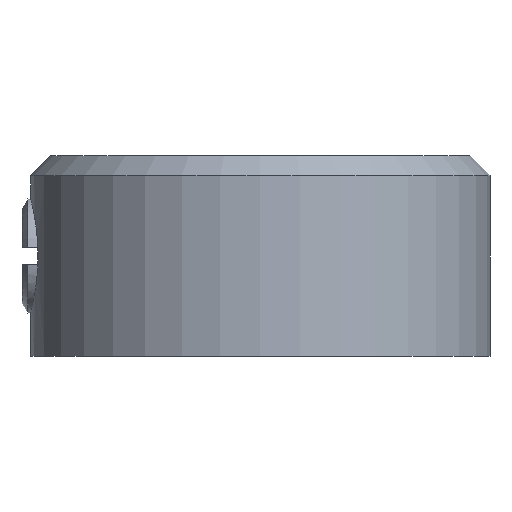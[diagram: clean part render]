
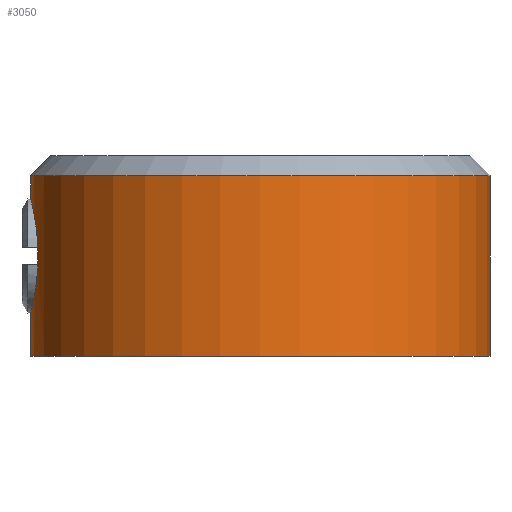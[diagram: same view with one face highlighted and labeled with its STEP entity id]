
A CAD part, left-side view. The second image highlights one B-rep face of the part: STEP entity #3050.
In plain terms, the highlighted cylindrical face has radius 16 mm (diameter 32 mm), a partial arc.
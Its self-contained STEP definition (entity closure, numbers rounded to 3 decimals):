
#1300=CARTESIAN_POINT('',(5.6,-16.,0.));
#1310=VERTEX_POINT('',#1300);
#1340=CARTESIAN_POINT('',(5.6,0.,0.));
#1350=DIRECTION('',(-1.,0.,0.));
#1360=DIRECTION('',(0.,1.,0.));
#1370=AXIS2_PLACEMENT_3D('',#1340,#1350,#1360);
#1380=CIRCLE('',#1370,16.);
#1390=CARTESIAN_POINT('',(5.6,16.,0.));
#1400=VERTEX_POINT('',#1390);
#1410=EDGE_CURVE('',#1310,#1400,#1380,.T.);
#1610=CARTESIAN_POINT('',(-0.7,0.,0.));
#1620=DIRECTION('',(1.,0.,0.));
#1630=DIRECTION('',(0.,1.,0.));
#1640=AXIS2_PLACEMENT_3D('',#1610,#1620,#1630);
#1650=CYLINDRICAL_SURFACE('',#1640,16.);
#1660=CARTESIAN_POINT('',(-0.7,-16.,0.));
#1670=DIRECTION('',(1.,0.,0.));
#1680=VECTOR('',#1670,1.);
#1690=LINE('',#1660,#1680);
#1700=CARTESIAN_POINT('',(-7.,-16.,0.));
#1710=VERTEX_POINT('',#1700);
#1720=EDGE_CURVE('',#1710,#1310,#1690,.T.);
#1730=ORIENTED_EDGE('',*,*,#1720,.T.);
#1740=CARTESIAN_POINT('',(-7.,0.,0.));
#1750=DIRECTION('',(-1.,0.,0.));
#1760=DIRECTION('',(0.,1.,0.));
#1770=AXIS2_PLACEMENT_3D('',#1740,#1750,#1760);
#1780=CIRCLE('',#1770,16.);
#1790=CARTESIAN_POINT('',(-7.,16.,0.));
#1800=VERTEX_POINT('',#1790);
#1810=EDGE_CURVE('',#1710,#1800,#1780,.T.);
#1820=ORIENTED_EDGE('',*,*,#1810,.F.);
#1830=CARTESIAN_POINT('',(-0.7,16.,0.));
#1840=DIRECTION('',(1.,0.,0.));
#1850=VECTOR('',#1840,1.);
#1860=LINE('',#1830,#1850);
#1870=CARTESIAN_POINT('',(-4.,16.,0.));
#1880=VERTEX_POINT('',#1870);
#1890=EDGE_CURVE('',#1800,#1880,#1860,.T.);
#1900=ORIENTED_EDGE('',*,*,#1890,.F.);
#1910=CARTESIAN_POINT('',(-0.7,0.,0.));
#1920=DIRECTION('',(1.,0.,0.));
#1930=DIRECTION('',(0.,1.,0.));
#1940=AXIS2_PLACEMENT_3D('',#1910,#1920,#1930);
#1950=CYLINDRICAL_SURFACE('',#1940,16.);
#1960=CARTESIAN_POINT('',(0.,13.392,0.));
#1970=DIRECTION('',(0.,-1.,0.));
#1980=DIRECTION('',(-1.,0.,0.));
#1990=AXIS2_PLACEMENT_3D('',#1960,#1970,#1980);
#2000=CYLINDRICAL_SURFACE('',#1990,4.);
#2010=CARTESIAN_POINT('',(-4.,16.,0.));
#2020=CARTESIAN_POINT('',(-4.,16.,0.237));
#2030=CARTESIAN_POINT('',(-3.979,15.995,
0.473));
#2040=CARTESIAN_POINT('',(-3.937,15.984,
0.706));
#2050=CARTESIAN_POINT('',(-3.896,15.974,
0.938));
#2060=CARTESIAN_POINT('',(-3.833,15.959,
1.167));
#2070=CARTESIAN_POINT('',(-3.751,15.939,
1.39));
#2080=CARTESIAN_POINT('',(-3.585,15.9,
1.837));
#2090=CARTESIAN_POINT('',(-3.341,15.845,
2.249));
#2100=CARTESIAN_POINT('',(-3.034,15.786,
2.607));
#2110=CARTESIAN_POINT('',(-2.88,15.757,
2.786));
#2120=CARTESIAN_POINT('',(-2.709,15.726,
2.952));
#2130=CARTESIAN_POINT('',(-2.526,15.697,
3.102));
#2140=CARTESIAN_POINT('',(-2.342,15.667,
3.251));
#2150=CARTESIAN_POINT('',(-2.147,15.639,
3.383));
#2160=CARTESIAN_POINT('',(-1.941,15.613,
3.498));
#2170=CARTESIAN_POINT('',(-1.734,15.587,
3.612));
#2180=CARTESIAN_POINT('',(-1.516,15.564,
3.709));
#2190=CARTESIAN_POINT('',(-1.29,15.546,
3.786));
#2200=CARTESIAN_POINT('',(-1.065,15.527,
3.863));
#2210=CARTESIAN_POINT('',(-0.833,15.513,
3.919));
#2220=CARTESIAN_POINT('',(-0.6,15.504,
3.955));
#2230=B_SPLINE_CURVE_WITH_KNOTS('',3,(#2010,#2020,#2030,#2040,#2050,
#2060,#2070,#2080,#2090,#2100,#2110,#2120,#2130,#2140,#2150,#2160,#2170,
#2180,#2190,#2200,#2210,#2220),.UNSPECIFIED.,.F.,.F.,(4,3,3,3,3,3,3,4),(
0.,0.71,1.422,2.849,3.565,
4.277,4.993,5.706),.UNSPECIFIED.);
#2240=SURFACE_CURVE('',#2230,(#1950,#2000),.CURVE_3D.);
#2250=CARTESIAN_POINT('',(-0.6,15.504,
3.955));
#2260=VERTEX_POINT('',#2250);
#2270=EDGE_CURVE('',#1880,#2260,#2240,.T.);
#2280=ORIENTED_EDGE('',*,*,#2270,.F.);
#2290=CARTESIAN_POINT('',(4.,16.,0.));
#2300=CARTESIAN_POINT('',(4.,16.,0.252));
#2310=CARTESIAN_POINT('',(3.976,15.994,
0.513));
#2320=CARTESIAN_POINT('',(3.874,15.969,
1.03));
#2330=CARTESIAN_POINT('',(3.797,15.95,
1.287));
#2340=CARTESIAN_POINT('',(3.592,15.903,
1.78));
#2350=CARTESIAN_POINT('',(3.465,15.874,
2.016));
#2360=CARTESIAN_POINT('',(3.172,15.813,
2.452));
#2370=CARTESIAN_POINT('',(3.005,15.78,
2.651));
#2380=CARTESIAN_POINT('',(2.651,15.716,
3.005));
#2390=CARTESIAN_POINT('',(2.451,15.683,
3.172));
#2400=CARTESIAN_POINT('',(2.016,15.621,
3.465));
#2410=CARTESIAN_POINT('',(1.78,15.592,
3.592));
#2420=CARTESIAN_POINT('',(1.287,15.543,
3.797));
#2430=CARTESIAN_POINT('',(1.03,15.524,
3.874));
#2440=CARTESIAN_POINT('',(0.513,15.498,
3.976));
#2450=CARTESIAN_POINT('',(0.252,15.492,4.));
#2460=CARTESIAN_POINT('',(0.,15.492,4.));
#2470=CARTESIAN_POINT('',(-0.252,15.492,4.));
#2480=CARTESIAN_POINT('',(-0.513,15.498,
3.976));
#2490=CARTESIAN_POINT('',(-1.03,15.524,
3.874));
#2500=CARTESIAN_POINT('',(-1.287,15.543,
3.797));
#2510=CARTESIAN_POINT('',(-1.78,15.592,
3.592));
#2520=CARTESIAN_POINT('',(-2.016,15.621,
3.465));
#2530=CARTESIAN_POINT('',(-2.451,15.683,
3.172));
#2540=CARTESIAN_POINT('',(-2.651,15.716,
3.005));
#2550=CARTESIAN_POINT('',(-3.005,15.78,
2.651));
#2560=CARTESIAN_POINT('',(-3.172,15.813,
2.452));
#2570=CARTESIAN_POINT('',(-3.465,15.874,
2.016));
#2580=CARTESIAN_POINT('',(-3.592,15.903,
1.78));
#2590=CARTESIAN_POINT('',(-3.797,15.95,
1.287));
#2600=CARTESIAN_POINT('',(-3.874,15.969,
1.03));
#2610=CARTESIAN_POINT('',(-3.976,15.994,
0.513));
#2620=CARTESIAN_POINT('',(-4.,16.,0.252));
#2630=CARTESIAN_POINT('',(-4.,16.,0.));
#2640=B_SPLINE_CURVE_WITH_KNOTS('',3,(#2290,#2300,#2310,#2320,#2330,
#2340,#2350,#2360,#2370,#2380,#2390,#2400,#2410,#2420,#2430,#2440,#2450,
#2460,#2470,#2480,#2490,#2500,#2510,#2520,#2530,#2540,#2550,#2560,#2570,
#2580,#2590,#2600,#2610,#2620,#2630),.UNSPECIFIED.,.F.,.F.,(4,2,2,2,2,2,
2,2,3,2,2,2,2,2,2,2,4),(18.164,18.921,
19.678,20.435,21.191,21.948,
22.705,23.462,24.219,24.976,
25.733,26.49,27.247,28.003,
28.76,29.517,30.274),.UNSPECIFIED.);
#2650=CARTESIAN_POINT('',(0.6,15.504,
3.955));
#2660=VERTEX_POINT('',#2650);
#2670=EDGE_CURVE('',#2660,#2260,#2640,.T.);
#2680=ORIENTED_EDGE('',*,*,#2670,.T.);
#2690=CARTESIAN_POINT('',(0.6,15.504,
3.955));
#2700=CARTESIAN_POINT('',(0.836,15.513,
3.919));
#2710=CARTESIAN_POINT('',(1.069,15.527,
3.862));
#2720=CARTESIAN_POINT('',(1.293,15.546,
3.785));
#2730=CARTESIAN_POINT('',(1.517,15.564,
3.709));
#2740=CARTESIAN_POINT('',(1.733,15.587,
3.613));
#2750=CARTESIAN_POINT('',(1.941,15.613,
3.498));
#2760=CARTESIAN_POINT('',(2.148,15.639,
3.383));
#2770=CARTESIAN_POINT('',(2.345,15.667,
3.249));
#2780=CARTESIAN_POINT('',(2.529,15.697,
3.099));
#2790=CARTESIAN_POINT('',(2.712,15.727,
2.95));
#2800=CARTESIAN_POINT('',(2.88,15.757,
2.786));
#2810=CARTESIAN_POINT('',(3.034,15.786,
2.607));
#2820=CARTESIAN_POINT('',(3.188,15.816,
2.428));
#2830=CARTESIAN_POINT('',(3.327,15.845,
2.234));
#2840=CARTESIAN_POINT('',(3.447,15.871,
2.029));
#2850=CARTESIAN_POINT('',(3.568,15.897,
1.825));
#2860=CARTESIAN_POINT('',(3.669,15.92,
1.61));
#2870=CARTESIAN_POINT('',(3.751,15.94,
1.389));
#2880=CARTESIAN_POINT('',(3.833,15.959,
1.168));
#2890=CARTESIAN_POINT('',(3.896,15.974,
0.938));
#2900=CARTESIAN_POINT('',(3.937,15.984,
0.706));
#2910=CARTESIAN_POINT('',(3.979,15.995,
0.473));
#2920=CARTESIAN_POINT('',(4.,16.,0.237));
#2930=CARTESIAN_POINT('',(4.,16.,0.));
#2940=B_SPLINE_CURVE_WITH_KNOTS('',3,(#2690,#2700,#2710,#2720,#2730,
#2740,#2750,#2760,#2770,#2780,#2790,#2800,#2810,#2820,#2830,#2840,#2850,
#2860,#2870,#2880,#2890,#2900,#2910,#2920,#2930),.UNSPECIFIED.,.F.,.F.,(
4,3,3,3,3,3,3,3,4),(0.,0.716,1.428,
2.145,2.857,3.573,4.286,
4.996,5.706),.UNSPECIFIED.);
#2950=SURFACE_CURVE('',#2940,(#1950,#2000),.CURVE_3D.);
#2960=CARTESIAN_POINT('',(4.,16.,0.));
#2970=VERTEX_POINT('',#2960);
#2980=EDGE_CURVE('',#2660,#2970,#2950,.T.);
#2990=ORIENTED_EDGE('',*,*,#2980,.F.);
#3000=EDGE_CURVE('',#2970,#1400,#1860,.T.);
#3010=ORIENTED_EDGE('',*,*,#3000,.F.);
#3020=ORIENTED_EDGE('',*,*,#1410,.T.);
#3030=EDGE_LOOP('',(#3020,#3010,#2990,#2680,#2280,#1900,#1820,#1730));
#3040=FACE_OUTER_BOUND('',#3030,.T.);
#3050=ADVANCED_FACE('',(#3040),#1650,.T.);
